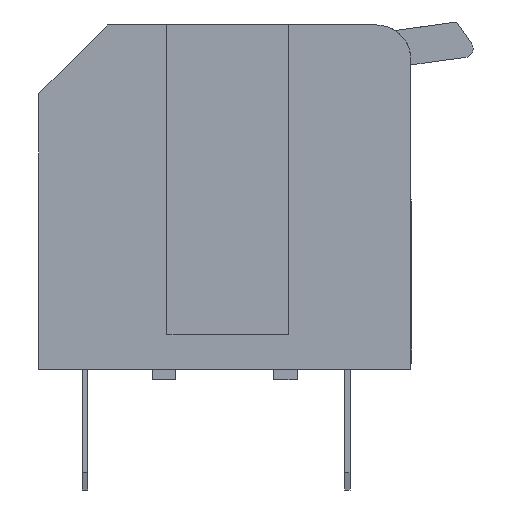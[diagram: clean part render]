
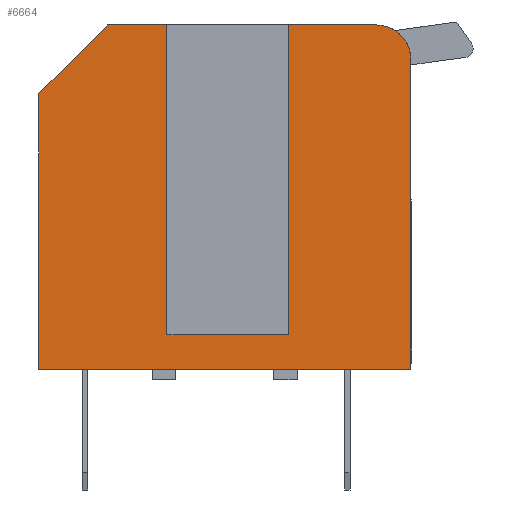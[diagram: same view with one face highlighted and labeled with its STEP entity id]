
A CAD part, front view. The second image highlights one B-rep face of the part: STEP entity #6664.
In plain terms, the highlighted planar face has unit normal (0, -1, 0).
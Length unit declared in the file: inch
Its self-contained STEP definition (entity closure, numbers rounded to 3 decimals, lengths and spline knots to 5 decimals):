
#5812=CARTESIAN_POINT('',(0.2126,-0.18071,0.35433));
#5813=VERTEX_POINT('',#5812);
#5820=CARTESIAN_POINT('',(0.2126,-0.18071,0.));
#5821=VERTEX_POINT('',#5820);
#5822=CARTESIAN_POINT('',(0.2126,-0.18071,0.35433));
#5823=DIRECTION('',(0.0,0.0,-1.0));
#5824=VECTOR('',#5823,0.35433);
#5825=LINE('',#5822,#5824);
#5826=EDGE_CURVE('',#5813,#5821,#5825,.T.);
#5950=CARTESIAN_POINT('',(0.07323,-0.18071,0.03937));
#5951=VERTEX_POINT('',#5950);
#5960=CARTESIAN_POINT('',(0.07323,-0.18071,0.3937));
#5961=VERTEX_POINT('',#5960);
#5962=CARTESIAN_POINT('',(0.07323,-0.18071,0.3937));
#5963=DIRECTION('',(0.0,0.0,-1.0));
#5964=VECTOR('',#5963,0.35433);
#5965=LINE('',#5962,#5964);
#5966=EDGE_CURVE('',#5961,#5951,#5965,.T.);
#6021=CARTESIAN_POINT('',(-0.06614,-0.18071,0.03937));
#6022=VERTEX_POINT('',#6021);
#6030=CARTESIAN_POINT('',(-0.06614,-0.18071,0.3937));
#6031=VERTEX_POINT('',#6030);
#6038=CARTESIAN_POINT('',(-0.06614,-0.18071,0.03937));
#6039=DIRECTION('',(0.0,0.0,1.0));
#6040=VECTOR('',#6039,0.35433);
#6041=LINE('',#6038,#6040);
#6042=EDGE_CURVE('',#6022,#6031,#6041,.T.);
#6055=CARTESIAN_POINT('',(0.07323,-0.18071,0.03937));
#6056=DIRECTION('',(-1.0,0.0,0.0));
#6057=VECTOR('',#6056,0.13937);
#6058=LINE('',#6055,#6057);
#6059=EDGE_CURVE('',#5951,#6022,#6058,.T.);
#6072=CARTESIAN_POINT('',(0.17323,-0.18071,0.3937));
#6073=VERTEX_POINT('',#6072);
#6074=CARTESIAN_POINT('',(0.07323,-0.18071,0.3937));
#6075=DIRECTION('',(1.0,0.0,0.0));
#6076=VECTOR('',#6075,0.1);
#6077=LINE('',#6074,#6076);
#6078=EDGE_CURVE('',#5961,#6073,#6077,.T.);
#6123=CARTESIAN_POINT('',(-0.13386,-0.18071,0.3937));
#6124=VERTEX_POINT('',#6123);
#6131=CARTESIAN_POINT('',(-0.13386,-0.18071,0.3937));
#6132=DIRECTION('',(1.0,0.0,0.0));
#6133=VECTOR('',#6132,0.06772);
#6134=LINE('',#6131,#6133);
#6135=EDGE_CURVE('',#6124,#6031,#6134,.T.);
#6461=CARTESIAN_POINT('',(0.17323,-0.18071,0.35433));
#6462=DIRECTION('',(0.0,1.0,0.0));
#6463=DIRECTION('',(-1.0,0.0,0.0));
#6464=AXIS2_PLACEMENT_3D('',#6461,#6462,#6463);
#6465=CIRCLE('',#6464,0.03937);
#6466=EDGE_CURVE('',#6073,#5813,#6465,.T.);
#6508=CARTESIAN_POINT('',(-0.2126,-0.18071,0.));
#6509=VERTEX_POINT('',#6508);
#6510=CARTESIAN_POINT('',(-0.2126,-0.18071,0.31496));
#6511=VERTEX_POINT('',#6510);
#6512=CARTESIAN_POINT('',(-0.2126,-0.18071,0.));
#6513=DIRECTION('',(0.0,0.0,1.0));
#6514=VECTOR('',#6513,0.31496);
#6515=LINE('',#6512,#6514);
#6516=EDGE_CURVE('',#6509,#6511,#6515,.T.);
#6548=CARTESIAN_POINT('',(-0.2126,-0.18071,0.31496));
#6549=DIRECTION('',(0.707,0.0,0.707));
#6550=VECTOR('',#6549,0.11136);
#6551=LINE('',#6548,#6550);
#6552=EDGE_CURVE('',#6511,#6124,#6551,.T.);
#6582=CARTESIAN_POINT('',(0.2126,-0.18071,0.));
#6583=DIRECTION('',(-1.0,0.0,0.0));
#6584=VECTOR('',#6583,0.4252);
#6585=LINE('',#6582,#6584);
#6586=EDGE_CURVE('',#5821,#6509,#6585,.T.);
#6647=CARTESIAN_POINT('',(-0.23386,-0.18071,-0.01969));
#6648=DIRECTION('',(0.0,-1.0,0.0));
#6649=DIRECTION('',(0.0,0.0,-1.0));
#6650=AXIS2_PLACEMENT_3D('',#6647,#6648,#6649);
#6651=PLANE('',#6650);
#6652=ORIENTED_EDGE('',*,*,#6042,.T.);
#6653=ORIENTED_EDGE('',*,*,#6135,.F.);
#6654=ORIENTED_EDGE('',*,*,#6552,.F.);
#6655=ORIENTED_EDGE('',*,*,#6516,.F.);
#6656=ORIENTED_EDGE('',*,*,#6586,.F.);
#6657=ORIENTED_EDGE('',*,*,#5826,.F.);
#6658=ORIENTED_EDGE('',*,*,#6466,.F.);
#6659=ORIENTED_EDGE('',*,*,#6078,.F.);
#6660=ORIENTED_EDGE('',*,*,#5966,.T.);
#6661=ORIENTED_EDGE('',*,*,#6059,.T.);
#6662=EDGE_LOOP('',(#6652,#6653,#6654,#6655,#6656,#6657,#6658,#6659,#6660,#6661));
#6663=FACE_OUTER_BOUND('',#6662,.T.);
#6664=ADVANCED_FACE('',(#6663),#6651,.T.);
